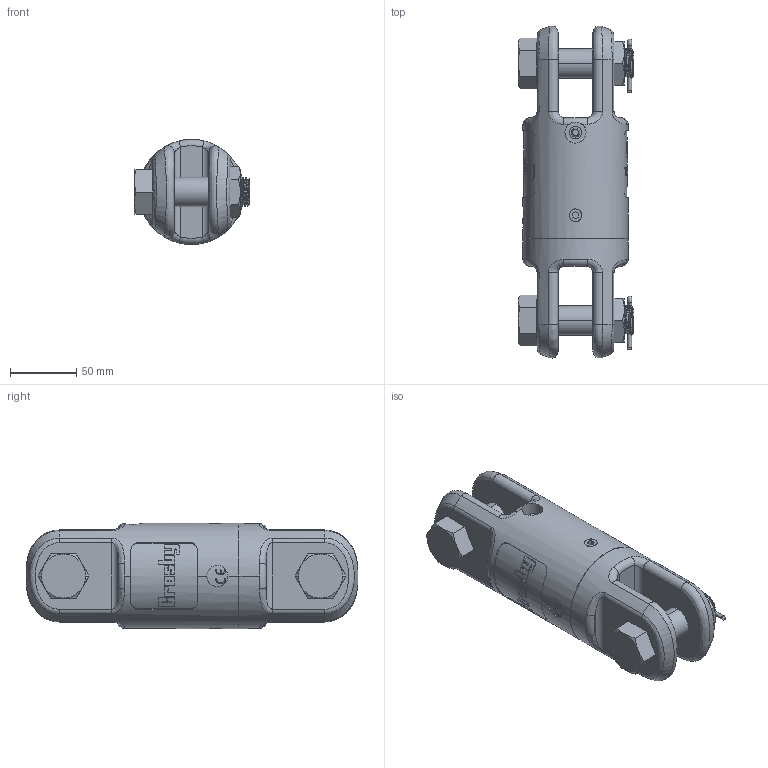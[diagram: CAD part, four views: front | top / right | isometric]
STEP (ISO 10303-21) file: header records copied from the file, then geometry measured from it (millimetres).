
FILE_DESCRIPTION((''),'2;1');
FILE_NAME('CROSBY_SWIVEL_05-S-2_297226','2008-07-24T',('adoughty'),('The Crosby Group, Inc.'),'PRO/ENGINEER BY PARAMETRIC TECHNOLOGY CORPORATION, 2005070','PRO/ENGINEER BY PARAMETRIC TECHNOLOGY CORPORATION, 2005070','');
FILE_SCHEMA(('CONFIG_CONTROL_DESIGN'));
Products named in the file (1): CROSBY_SWIVEL_05-S-2_297226
Bounding box: 87.42 x 251.04 x 79.5 mm (x, y, z)
Volume: 764658.5 mm3; surface area: 134644.3 mm2
Topology: 3 solids, 3 shells, 727 faces, 1997 edges, 1287 vertices
Faces by surface type: plane 348, cylinder 178, bspline 88, torus 41, cone 36, extrusion 36
Entity records: 43904 total; most frequent: CARTESIAN_POINT 26582, ORIENTED_EDGE 3994, DIRECTION 3050, EDGE_CURVE 1997, VERTEX_POINT 1287, AXIS2_PLACEMENT_3D 1105, VECTOR 840, LINE 804
